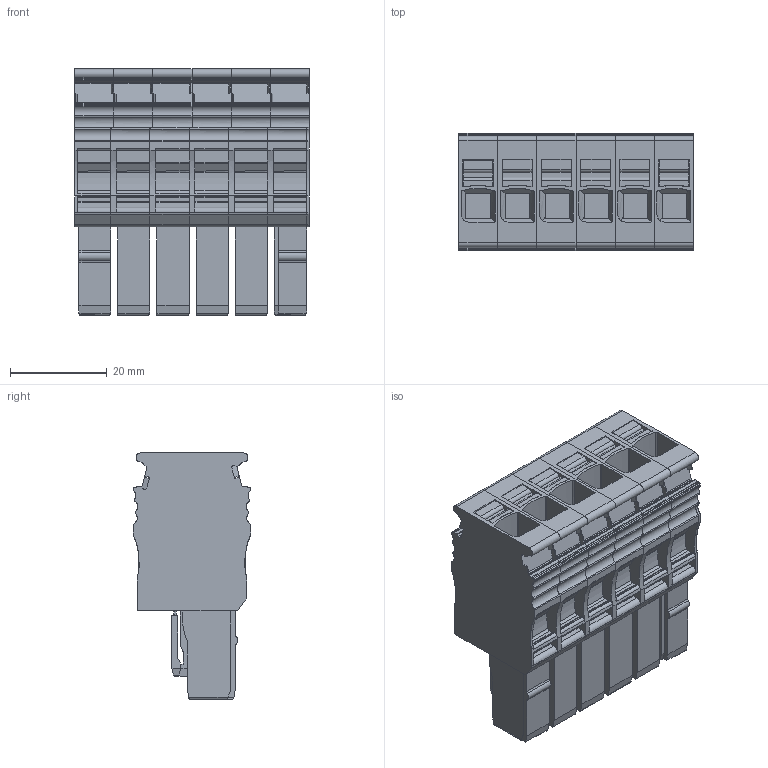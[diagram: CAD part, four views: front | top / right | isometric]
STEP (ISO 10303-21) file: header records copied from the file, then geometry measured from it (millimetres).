
FILE_DESCRIPTION(('CATIA V5 STEP Exchange','CAx-IF Rec.Pracs.--- Model Styling and Organization---1.4--- 2014-01-23'),'2;1');
FILE_NAME ('1454052-2_0', '2022-04-25T08:25:20+00:00', ('none'), ('Weidmueller'), 'CATIA Version 5-6 Release 2016 SP3 HF44', 'CATIA V5 STEP AP214', 'none');
FILE_SCHEMA(('AUTOMOTIVE_DESIGN { 1 0 10303 214 1 1 1 1 }'));
Products named in the file (1): 2882710000
Bounding box: 48.6 x 24.3 x 50.95 mm (x, y, z)
Volume: 35924.3 mm3; surface area: 30486.9 mm2
Topology: 13 solids, 43 shells, 3971 faces, 10207 edges, 6450 vertices
Faces by surface type: plane 1590, cylinder 1331, cone 545, torus 346, extrusion 107, bspline 52
Entity records: 118418 total; most frequent: CARTESIAN_POINT 28645, ORIENTED_EDGE 20406, DIRECTION 14956, EDGE_CURVE 10203, VERTEX_POINT 6450, AXIS2_PLACEMENT_3D 6073, VECTOR 5915, LINE 5808
